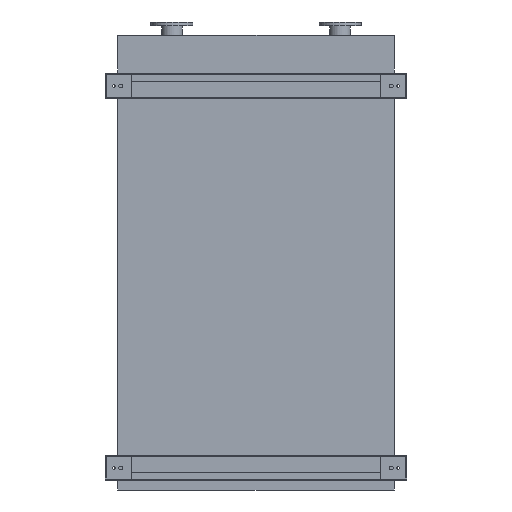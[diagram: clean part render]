
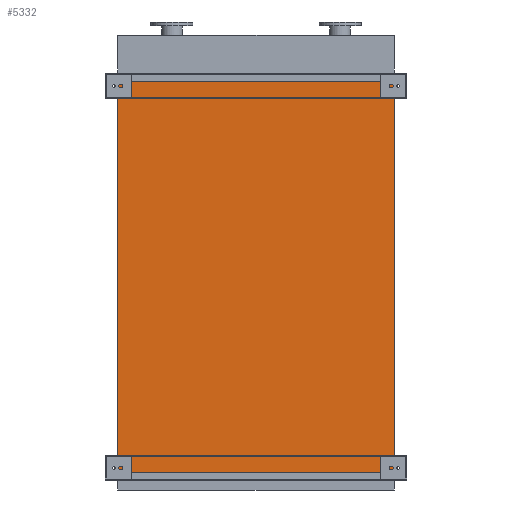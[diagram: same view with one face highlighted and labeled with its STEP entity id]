
A CAD part, front view. The second image highlights one B-rep face of the part: STEP entity #5332.
In plain terms, the highlighted planar face has unit normal (0, -1, 0).
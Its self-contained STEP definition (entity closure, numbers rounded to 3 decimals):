
#33 = LINE ( 'NONE', #15688, #13984 ) ;
#557 = VERTEX_POINT ( 'NONE', #22983 ) ;
#2690 = CARTESIAN_POINT ( 'NONE',  ( -725., 0., -2050. ) ) ;
#3204 = VERTEX_POINT ( 'NONE', #7165 ) ;
#3903 = VECTOR ( 'NONE', #6880, 1000. ) ;
#5001 = AXIS2_PLACEMENT_3D ( 'NONE', #2690, #22544, #11848 ) ;
#5332 = ADVANCED_FACE ( 'NONE', ( #11740 ), #10080, .T. ) ;
#5472 = VECTOR ( 'NONE', #8429, 1000. ) ;
#6319 = EDGE_CURVE ( 'NONE', #3204, #20955, #21388, .T. ) ;
#6568 = CARTESIAN_POINT ( 'NONE',  ( 725., 0., -2050. ) ) ;
#6880 = DIRECTION ( 'NONE',  ( 0., 0., 1. ) ) ;
#7085 = ORIENTED_EDGE ( 'NONE', *, *, #17126, .T. ) ;
#7149 = EDGE_CURVE ( 'NONE', #557, #3204, #8262, .T. ) ;
#7158 = VECTOR ( 'NONE', #21717, 1000. ) ;
#7165 = CARTESIAN_POINT ( 'NONE',  ( -725., 0., 0. ) ) ;
#8262 = LINE ( 'NONE', #17504, #3903 ) ;
#8429 = DIRECTION ( 'NONE',  ( 0., 0., 1. ) ) ;
#10080 = PLANE ( 'NONE',  #5001 ) ;
#10726 = ORIENTED_EDGE ( 'NONE', *, *, #6319, .F. ) ;
#11740 = FACE_OUTER_BOUND ( 'NONE', #21565, .T. ) ;
#11848 = DIRECTION ( 'NONE',  ( 0., 0., -1. ) ) ;
#12153 = DIRECTION ( 'NONE',  ( 1., 0., 0. ) ) ;
#12331 = CARTESIAN_POINT ( 'NONE',  ( 725., 0., 0. ) ) ;
#13984 = VECTOR ( 'NONE', #12153, 1000. ) ;
#15060 = LINE ( 'NONE', #6568, #5472 ) ;
#15688 = CARTESIAN_POINT ( 'NONE',  ( -725., 0., -2050. ) ) ;
#16010 = VERTEX_POINT ( 'NONE', #16857 ) ;
#16018 = ORIENTED_EDGE ( 'NONE', *, *, #22363, .T. ) ;
#16857 = CARTESIAN_POINT ( 'NONE',  ( 725., 0., -2050. ) ) ;
#17126 = EDGE_CURVE ( 'NONE', #16010, #20955, #15060, .T. ) ;
#17504 = CARTESIAN_POINT ( 'NONE',  ( -725., 0., -2050. ) ) ;
#19923 = CARTESIAN_POINT ( 'NONE',  ( -725., 0., 0. ) ) ;
#20199 = ORIENTED_EDGE ( 'NONE', *, *, #7149, .F. ) ;
#20955 = VERTEX_POINT ( 'NONE', #12331 ) ;
#21388 = LINE ( 'NONE', #19923, #7158 ) ;
#21565 = EDGE_LOOP ( 'NONE', ( #10726, #20199, #16018, #7085 ) ) ;
#21717 = DIRECTION ( 'NONE',  ( 1., 0., 0. ) ) ;
#22363 = EDGE_CURVE ( 'NONE', #557, #16010, #33, .T. ) ;
#22544 = DIRECTION ( 'NONE',  ( 0., -1., 0. ) ) ;
#22983 = CARTESIAN_POINT ( 'NONE',  ( -725., 0., -2050. ) ) ;
